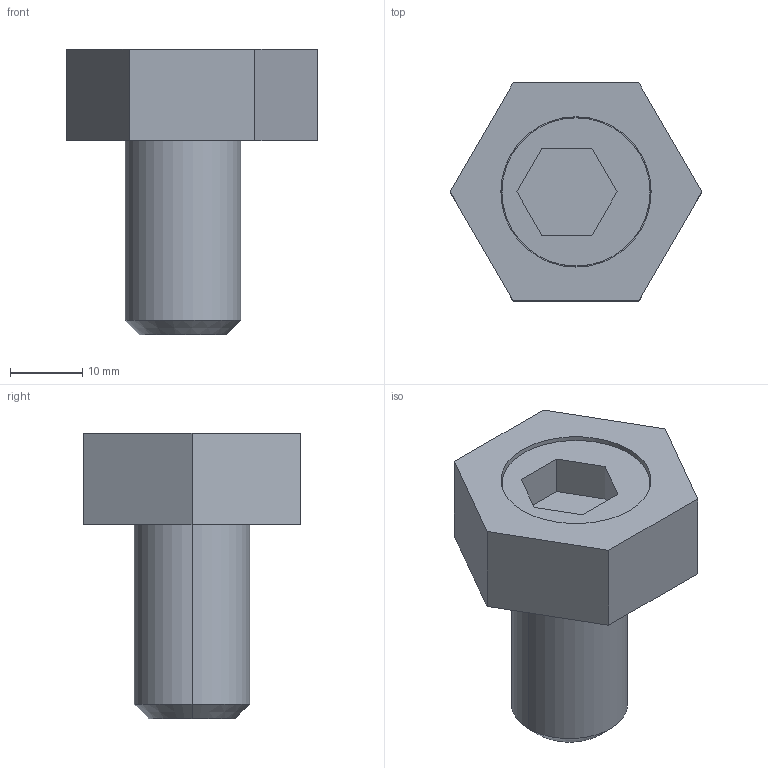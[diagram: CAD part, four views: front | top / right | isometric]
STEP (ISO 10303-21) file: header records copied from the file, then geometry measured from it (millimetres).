
FILE_DESCRIPTION (( 'STEP AP203' ), '1' );
FILE_NAME ('mbfc16.STEP', '2019-12-04T04:51:50', ( '' ), ( '' ), 'SwSTEP 2.0', 'SolidWorks 2018', '' );
FILE_SCHEMA (( 'CONFIG_CONTROL_DESIGN' ));
Length unit declared in the file: millimetre
Products named in the file (3): mbfc16_01; mbfc16; mbfc16_02
Assembly tree (2 placements, depth 2):
  mbfc16
    mbfc16_01
    mbfc16_02
Bounding box: 34.83 x 30.16 x 39.52 mm (x, y, z)
Volume: 14045.8 mm3; surface area: 6034.6 mm2
Topology: 2 solids, 2 shells, 29 faces, 64 edges, 42 vertices
Faces by surface type: plane 19, cylinder 8, cone 2
Entity records: 1109 total; most frequent: DIRECTION 150, CARTESIAN_POINT 140, ORIENTED_EDGE 128, EDGE_CURVE 64, AXIS2_PLACEMENT_3D 52, LINE 46, VECTOR 46, VERTEX_POINT 42
